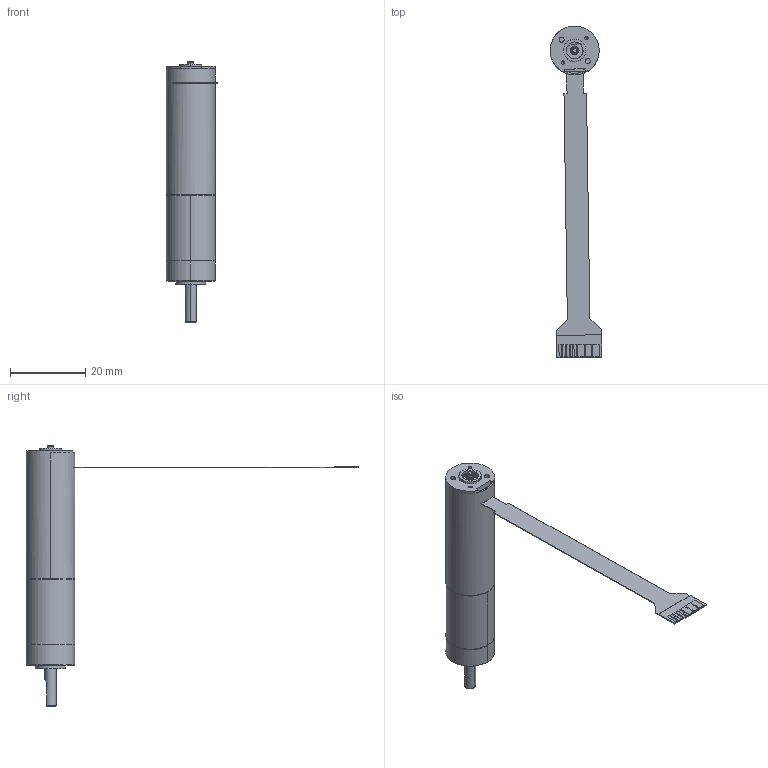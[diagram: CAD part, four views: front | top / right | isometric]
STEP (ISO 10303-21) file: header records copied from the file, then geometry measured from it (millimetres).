
FILE_DESCRIPTION((''),'2;1');
FILE_NAME('4611180000279_SW0001','2022-11-16T15:07:58',('MS05792'),(''),'CREO PARAMETRIC BY PTC INC, 2018100','CREO PARAMETRIC BY PTC INC, 2018100','');
FILE_SCHEMA(('CONFIG_CONTROL_DESIGN'));
Length unit declared in the file: millimetre
Products named in the file (1): 4611180000279_SW0001
Bounding box: 13.7 x 88.31 x 69.44 mm (x, y, z)
Volume: 3194.2 mm3; surface area: 8071.6 mm2
Topology: 1 solids, 5 shells, 912 faces, 2473 edges, 1592 vertices
Faces by surface type: cylinder 361, plane 246, cone 147, extrusion 106, torus 45, bspline 7
Entity records: 31213 total; most frequent: CARTESIAN_POINT 8039, ORIENTED_EDGE 4912, DIRECTION 4795, EDGE_CURVE 2456, AXIS2_PLACEMENT_3D 1782, VERTEX_POINT 1592, VECTOR 1231, LINE 1125
